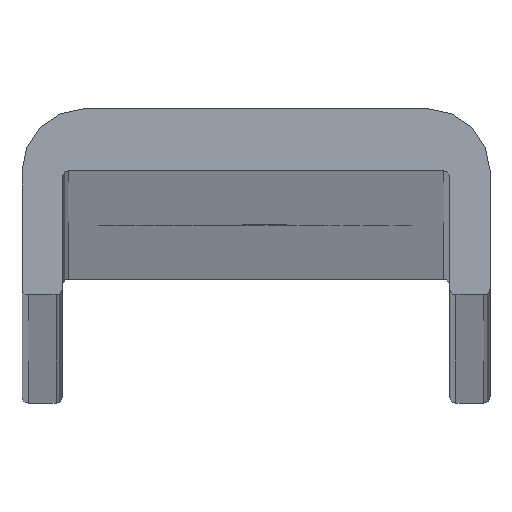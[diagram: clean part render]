
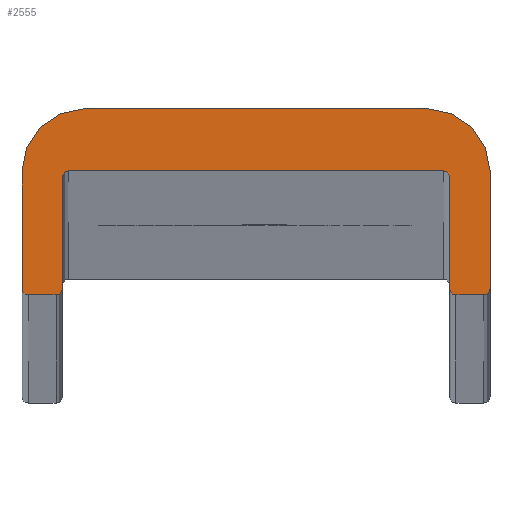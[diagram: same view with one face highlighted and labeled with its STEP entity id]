
A CAD part, top view. The second image highlights one B-rep face of the part: STEP entity #2555.
In plain terms, the highlighted planar face has unit normal (0, 0, 1).
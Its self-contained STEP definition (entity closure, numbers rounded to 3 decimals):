
#152 = CARTESIAN_POINT ( 'NONE',  ( 7.55, 4., 1000. ) ) ;
#164 = VERTEX_POINT ( 'NONE', #16827 ) ;
#315 = ORIENTED_EDGE ( 'NONE', *, *, #10179, .T. ) ;
#345 = DIRECTION ( 'NONE',  ( 1., 0., 0. ) ) ;
#572 = DIRECTION ( 'NONE',  ( 1., 0., 0. ) ) ;
#736 = CARTESIAN_POINT ( 'NONE',  ( 6.25, 3.8, 1000. ) ) ;
#1228 = DIRECTION ( 'NONE',  ( 0., -1., 0. ) ) ;
#1277 = DIRECTION ( 'NONE',  ( -1., 0., 0. ) ) ;
#1424 = VERTEX_POINT ( 'NONE', #2811 ) ;
#1567 = VERTEX_POINT ( 'NONE', #14188 ) ;
#1850 = DIRECTION ( 'NONE',  ( 0., 1., 0. ) ) ;
#1877 = CARTESIAN_POINT ( 'NONE',  ( -6.05, 3.8, 1000. ) ) ;
#2053 = CIRCLE ( 'NONE', #2940, 0.2 ) ;
#2167 = EDGE_CURVE ( 'NONE', #16750, #12135, #7512, .T. ) ;
#2359 = DIRECTION ( 'NONE',  ( -1., 0., 0. ) ) ;
#2440 = DIRECTION ( 'NONE',  ( 1., 0., 0. ) ) ;
#2453 = CARTESIAN_POINT ( 'NONE',  ( -6.05, 4., 1000. ) ) ;
#2463 = VERTEX_POINT ( 'NONE', #5649 ) ;
#2555 = ADVANCED_FACE ( 'NONE', ( #7084 ), #11803, .F. ) ;
#2768 = DIRECTION ( 'NONE',  ( 0., 0., 1. ) ) ;
#2811 = CARTESIAN_POINT ( 'NONE',  ( 6.25, 3.8, 1000. ) ) ;
#2901 = ORIENTED_EDGE ( 'NONE', *, *, #17204, .T. ) ;
#2940 = AXIS2_PLACEMENT_3D ( 'NONE', #1877, #7420, #572 ) ;
#2953 = DIRECTION ( 'NONE',  ( 0., 0., 1. ) ) ;
#2960 = VECTOR ( 'NONE', #2440, 1000. ) ;
#3122 = LINE ( 'NONE', #8848, #5534 ) ;
#3200 = CARTESIAN_POINT ( 'NONE',  ( -6.45, 0., 1000. ) ) ;
#3344 = CARTESIAN_POINT ( 'NONE',  ( -5.55, 4., 1000. ) ) ;
#3384 = CARTESIAN_POINT ( 'NONE',  ( 5.55, 4., 1000. ) ) ;
#3479 = CARTESIAN_POINT ( 'NONE',  ( -6.45, 0.2, 1000. ) ) ;
#3483 = AXIS2_PLACEMENT_3D ( 'NONE', #16455, #16649, #18088 ) ;
#3680 = DIRECTION ( 'NONE',  ( 0., 0., 1. ) ) ;
#3707 = LINE ( 'NONE', #9705, #9889 ) ;
#3806 = VECTOR ( 'NONE', #11508, 1000. ) ;
#3871 = VERTEX_POINT ( 'NONE', #7889 ) ;
#4295 = CARTESIAN_POINT ( 'NONE',  ( 7.35, 0.2, 1000. ) ) ;
#4315 = EDGE_CURVE ( 'NONE', #6265, #7767, #14050, .T. ) ;
#4352 = ORIENTED_EDGE ( 'NONE', *, *, #13591, .T. ) ;
#4521 = CARTESIAN_POINT ( 'NONE',  ( 6.05, 3.8, 1000. ) ) ;
#4576 = CARTESIAN_POINT ( 'NONE',  ( 5.55, 6., 1000. ) ) ;
#4920 = LINE ( 'NONE', #13725, #2960 ) ;
#5146 = VECTOR ( 'NONE', #13427, 1000. ) ;
#5357 = ORIENTED_EDGE ( 'NONE', *, *, #13518, .T. ) ;
#5475 = CARTESIAN_POINT ( 'NONE',  ( 7.55, 0.2, 1000. ) ) ;
#5534 = VECTOR ( 'NONE', #1850, 1000. ) ;
#5649 = CARTESIAN_POINT ( 'NONE',  ( 7.55, 4., 1000. ) ) ;
#5697 = VERTEX_POINT ( 'NONE', #13117 ) ;
#6248 = VERTEX_POINT ( 'NONE', #6921 ) ;
#6265 = VERTEX_POINT ( 'NONE', #10333 ) ;
#6471 = VECTOR ( 'NONE', #15173, 1000. ) ;
#6921 = CARTESIAN_POINT ( 'NONE',  ( 6.05, 4., 1000. ) ) ;
#7014 = AXIS2_PLACEMENT_3D ( 'NONE', #12178, #3680, #2359 ) ;
#7084 = FACE_OUTER_BOUND ( 'NONE', #8875, .T. ) ;
#7205 = CARTESIAN_POINT ( 'NONE',  ( -7.35, 0., 1000. ) ) ;
#7420 = DIRECTION ( 'NONE',  ( 0., 0., -1. ) ) ;
#7512 = LINE ( 'NONE', #11368, #15407 ) ;
#7767 = VERTEX_POINT ( 'NONE', #16488 ) ;
#7782 = ORIENTED_EDGE ( 'NONE', *, *, #16308, .T. ) ;
#7872 = AXIS2_PLACEMENT_3D ( 'NONE', #4521, #17215, #345 ) ;
#7889 = CARTESIAN_POINT ( 'NONE',  ( -6.25, 3.8, 1000. ) ) ;
#7948 = ORIENTED_EDGE ( 'NONE', *, *, #8996, .T. ) ;
#8054 = EDGE_CURVE ( 'NONE', #12367, #2463, #8913, .T. ) ;
#8237 = LINE ( 'NONE', #13595, #15947 ) ;
#8397 = CIRCLE ( 'NONE', #9061, 0.2 ) ;
#8649 = CIRCLE ( 'NONE', #9159, 0.2 ) ;
#8778 = CARTESIAN_POINT ( 'NONE',  ( 7.35, 0., 1000. ) ) ;
#8848 = CARTESIAN_POINT ( 'NONE',  ( -6.25, 0.2, 1000. ) ) ;
#8875 = EDGE_LOOP ( 'NONE', ( #17777, #18060, #12139, #2901, #11952, #17478, #4352, #9025, #5357, #315, #14153, #7948, #14604, #17463, #7782, #16410 ) ) ;
#8884 = DIRECTION ( 'NONE',  ( -1., 0., 0. ) ) ;
#8895 = LINE ( 'NONE', #736, #5146 ) ;
#8913 = LINE ( 'NONE', #152, #3806 ) ;
#8996 = EDGE_CURVE ( 'NONE', #1424, #6265, #8895, .T. ) ;
#9005 = EDGE_CURVE ( 'NONE', #9801, #5697, #8237, .T. ) ;
#9025 = ORIENTED_EDGE ( 'NONE', *, *, #12542, .T. ) ;
#9061 = AXIS2_PLACEMENT_3D ( 'NONE', #4295, #2953, #14118 ) ;
#9080 = LINE ( 'NONE', #2453, #6471 ) ;
#9146 = EDGE_CURVE ( 'NONE', #7767, #9349, #4920, .T. ) ;
#9159 = AXIS2_PLACEMENT_3D ( 'NONE', #3479, #17788, #14741 ) ;
#9349 = VERTEX_POINT ( 'NONE', #8778 ) ;
#9510 = VERTEX_POINT ( 'NONE', #11949 ) ;
#9705 = CARTESIAN_POINT ( 'NONE',  ( -7.55, 0.2, 1000. ) ) ;
#9801 = VERTEX_POINT ( 'NONE', #4576 ) ;
#9871 = CIRCLE ( 'NONE', #16238, 2. ) ;
#9889 = VECTOR ( 'NONE', #1228, 1000. ) ;
#9905 = AXIS2_PLACEMENT_3D ( 'NONE', #3384, #17388, #8884 ) ;
#10002 = AXIS2_PLACEMENT_3D ( 'NONE', #3344, #17348, #10464 ) ;
#10179 = EDGE_CURVE ( 'NONE', #18086, #6248, #9080, .T. ) ;
#10333 = CARTESIAN_POINT ( 'NONE',  ( 6.25, 0.2, 1000. ) ) ;
#10464 = DIRECTION ( 'NONE',  ( 1., 0., 0. ) ) ;
#11177 = CARTESIAN_POINT ( 'NONE',  ( 5.55, 4., 1000. ) ) ;
#11368 = CARTESIAN_POINT ( 'NONE',  ( -7.35, 0., 1000. ) ) ;
#11508 = DIRECTION ( 'NONE',  ( 0., 1., 0. ) ) ;
#11687 = CIRCLE ( 'NONE', #10002, 2. ) ;
#11803 = PLANE ( 'NONE',  #9905 ) ;
#11949 = CARTESIAN_POINT ( 'NONE',  ( -7.55, 4., 1000. ) ) ;
#11952 = ORIENTED_EDGE ( 'NONE', *, *, #14124, .T. ) ;
#12135 = VERTEX_POINT ( 'NONE', #3200 ) ;
#12139 = ORIENTED_EDGE ( 'NONE', *, *, #16509, .T. ) ;
#12178 = CARTESIAN_POINT ( 'NONE',  ( 6.45, 0.2, 1000. ) ) ;
#12367 = VERTEX_POINT ( 'NONE', #5475 ) ;
#12542 = EDGE_CURVE ( 'NONE', #164, #3871, #3122, .T. ) ;
#12786 = DIRECTION ( 'NONE',  ( 1., 0., 0. ) ) ;
#13117 = CARTESIAN_POINT ( 'NONE',  ( -5.55, 6., 1000. ) ) ;
#13427 = DIRECTION ( 'NONE',  ( 0., -1., 0. ) ) ;
#13518 = EDGE_CURVE ( 'NONE', #3871, #18086, #2053, .T. ) ;
#13591 = EDGE_CURVE ( 'NONE', #12135, #164, #8649, .T. ) ;
#13595 = CARTESIAN_POINT ( 'NONE',  ( -5.55, 6., 1000. ) ) ;
#13725 = CARTESIAN_POINT ( 'NONE',  ( 6.45, 0., 1000. ) ) ;
#14050 = CIRCLE ( 'NONE', #7014, 0.2 ) ;
#14118 = DIRECTION ( 'NONE',  ( 1., 0., 0. ) ) ;
#14124 = EDGE_CURVE ( 'NONE', #1567, #16750, #18096, .T. ) ;
#14153 = ORIENTED_EDGE ( 'NONE', *, *, #16931, .T. ) ;
#14188 = CARTESIAN_POINT ( 'NONE',  ( -7.55, 0.2, 1000. ) ) ;
#14604 = ORIENTED_EDGE ( 'NONE', *, *, #4315, .T. ) ;
#14734 = DIRECTION ( 'NONE',  ( -1., 0., 0. ) ) ;
#14741 = DIRECTION ( 'NONE',  ( 1., 0., 0. ) ) ;
#15173 = DIRECTION ( 'NONE',  ( 1., 0., 0. ) ) ;
#15407 = VECTOR ( 'NONE', #12786, 1000. ) ;
#15866 = CIRCLE ( 'NONE', #7872, 0.2 ) ;
#15932 = CARTESIAN_POINT ( 'NONE',  ( -6.05, 4., 1000. ) ) ;
#15947 = VECTOR ( 'NONE', #14734, 1000. ) ;
#16238 = AXIS2_PLACEMENT_3D ( 'NONE', #11177, #2768, #1277 ) ;
#16308 = EDGE_CURVE ( 'NONE', #9349, #12367, #8397, .T. ) ;
#16410 = ORIENTED_EDGE ( 'NONE', *, *, #8054, .T. ) ;
#16455 = CARTESIAN_POINT ( 'NONE',  ( -7.35, 0.2, 1000. ) ) ;
#16488 = CARTESIAN_POINT ( 'NONE',  ( 6.45, 0., 1000. ) ) ;
#16509 = EDGE_CURVE ( 'NONE', #5697, #9510, #11687, .T. ) ;
#16649 = DIRECTION ( 'NONE',  ( 0., 0., 1. ) ) ;
#16750 = VERTEX_POINT ( 'NONE', #7205 ) ;
#16827 = CARTESIAN_POINT ( 'NONE',  ( -6.25, 0.2, 1000. ) ) ;
#16931 = EDGE_CURVE ( 'NONE', #6248, #1424, #15866, .T. ) ;
#17204 = EDGE_CURVE ( 'NONE', #9510, #1567, #3707, .T. ) ;
#17215 = DIRECTION ( 'NONE',  ( 0., 0., -1. ) ) ;
#17348 = DIRECTION ( 'NONE',  ( 0., 0., 1. ) ) ;
#17388 = DIRECTION ( 'NONE',  ( 0., 0., -1. ) ) ;
#17463 = ORIENTED_EDGE ( 'NONE', *, *, #9146, .T. ) ;
#17478 = ORIENTED_EDGE ( 'NONE', *, *, #2167, .T. ) ;
#17777 = ORIENTED_EDGE ( 'NONE', *, *, #17965, .T. ) ;
#17788 = DIRECTION ( 'NONE',  ( 0., 0., 1. ) ) ;
#17965 = EDGE_CURVE ( 'NONE', #2463, #9801, #9871, .T. ) ;
#18060 = ORIENTED_EDGE ( 'NONE', *, *, #9005, .T. ) ;
#18086 = VERTEX_POINT ( 'NONE', #15932 ) ;
#18088 = DIRECTION ( 'NONE',  ( -1., 0., 0. ) ) ;
#18096 = CIRCLE ( 'NONE', #3483, 0.2 ) ;
